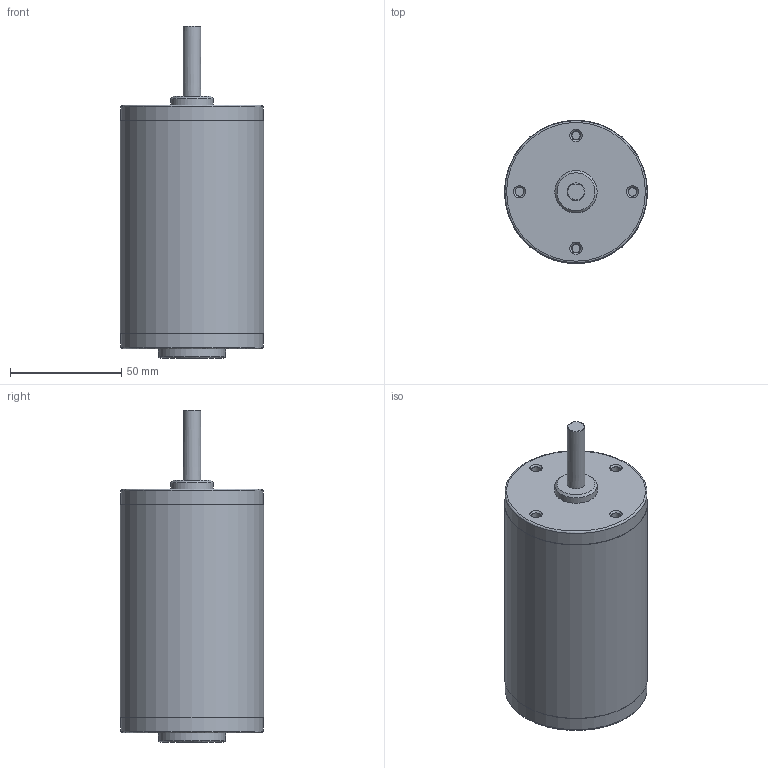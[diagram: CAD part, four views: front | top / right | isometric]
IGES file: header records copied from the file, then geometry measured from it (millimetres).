
Global section: file name: No Iges File Name specified; native system: AutoDesk Inventor R6.0; preprocessor: AutoDesk Inventor Iges Exporter R6.0; author: No Author specified; organization: No Organization specified; date: 20060116.113239; units: inch
Bounding box: 64.41 x 64.41 x 149.33 mm (x, y, z)
Surface area: 37671.4 mm2 (no closed solid volume)
Topology: 0 solids, 0 shells, 112 faces, 416 edges, 380 vertices
Faces by surface type: plane 65, revolution 33, bspline 14
